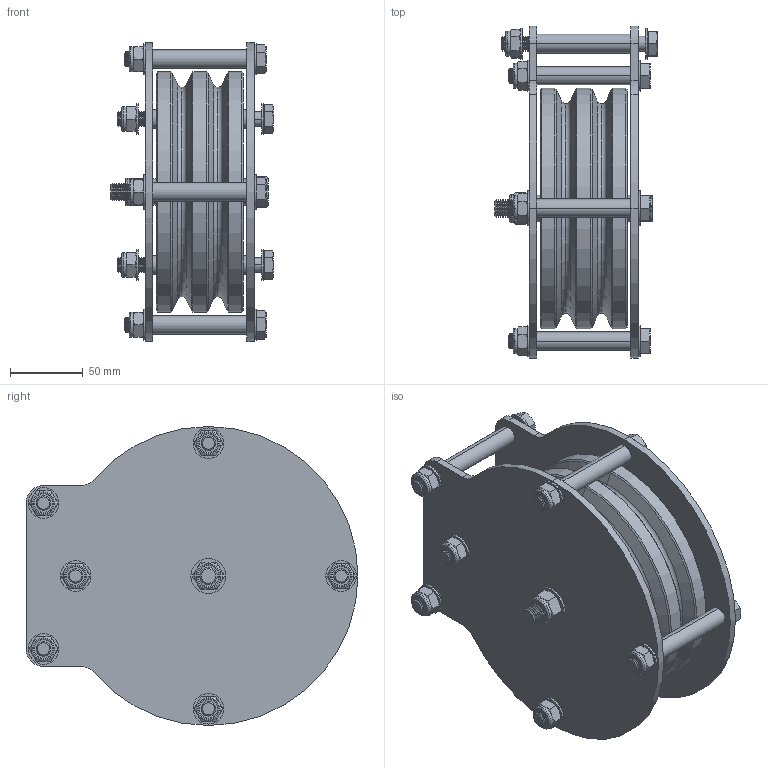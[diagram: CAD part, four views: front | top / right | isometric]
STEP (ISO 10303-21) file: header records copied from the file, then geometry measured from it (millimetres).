
FILE_DESCRIPTION (( 'STEP AP203' ), '1' );
FILE_NAME ('T42912.STEP', '2018-07-26T11:35:42', ( '' ), ( '' ), 'SwSTEP 2.0', 'SolidWorks 2016', '' );
FILE_SCHEMA (( 'CONFIG_CONTROL_DESIGN' ));
Length unit declared in the file: millimetre
Products named in the file (19): S2610-3; SW3dPS-nyloc nut, st stl a2 iso_M10 NYLOC; B Washer_Bright washer BS 4320 - M10 (Form B); B Washer_Bright washer BS 4320 - M12 (Form B); Hex Bolt_ISO 4016 - M10 x 90 x 26-WS; S2610-1; S2610-2; TH802; S1930; T42912; SW3dPS-nyloc nut, st stl a2 iso_M12 NYLOC; T42912_LABEL; Hex Bolt_ISO 4016 - M10 x 100 x 26-WS; S2610-4; TH767; S2610; TH780; Hex Bolt_ISO 4016 - M12 x 100 x 30-WS; S2610-5
Assembly tree (55 placements, depth 3):
  T42912
    TH780
    S2610  x2
      S2610-1
      S2610-2
      S2610-3
      S2610-4
      S2610-5
    S1930  x2
    TH767  x2
    TH802  x6
    B Washer_Bright washer BS 4320 - M10 (Form B)  x12
    SW3dPS-nyloc nut, st stl a2 iso_M10 NYLOC  x6
    Hex Bolt_ISO 4016 - M10 x 100 x 26-WS  x2
    Hex Bolt_ISO 4016 - M10 x 90 x 26-WS  x4
    B Washer_Bright washer BS 4320 - M12 (Form B)  x2
    SW3dPS-nyloc nut, st stl a2 iso_M12 NYLOC
    Hex Bolt_ISO 4016 - M12 x 100 x 30-WS
    T42912_LABEL
Bounding box: 111.5 x 227.5 x 205 mm (x, y, z)
Volume: 1621308.9 mm3; surface area: 341619 mm2
Topology: 66 solids, 66 shells, 1975 faces, 4953 edges, 3116 vertices
Faces by surface type: cone 680, plane 619, cylinder 516, torus 80, bspline 44, sphere 36
Entity records: 38176 total; most frequent: CARTESIAN_POINT 8712, DIRECTION 5653, ORIENTED_EDGE 5478, EDGE_CURVE 2739, AXIS2_PLACEMENT_3D 2007, VERTEX_POINT 1742, VECTOR 1639, LINE 1639
